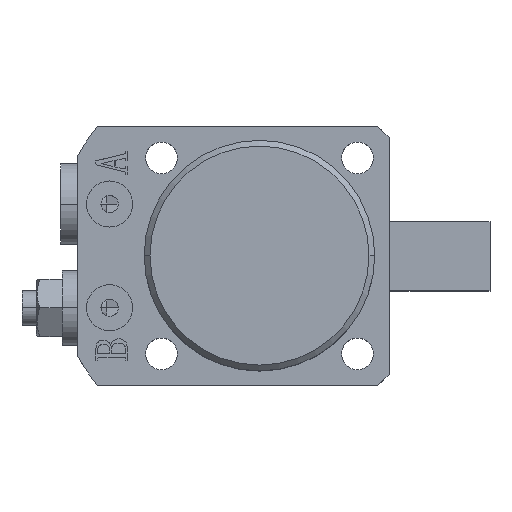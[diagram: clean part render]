
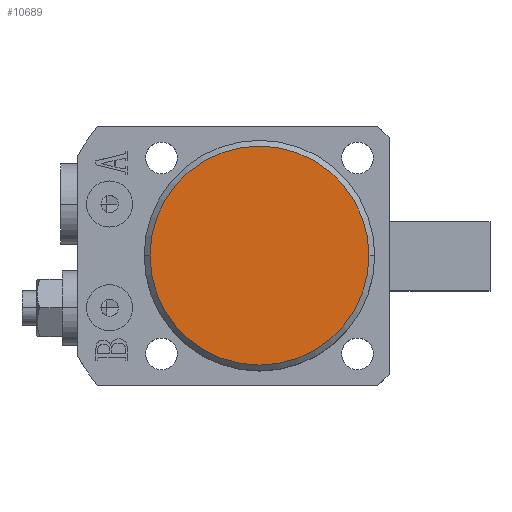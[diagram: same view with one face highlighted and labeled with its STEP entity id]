
A CAD part, top view. The second image highlights one B-rep face of the part: STEP entity #10689.
In plain terms, the highlighted planar face has unit normal (0, 0, 1).
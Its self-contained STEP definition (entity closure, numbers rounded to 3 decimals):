
#423 = AXIS2_PLACEMENT_3D ( 'NONE', #9191, #9321, #9336 ) ;
#478 = AXIS2_PLACEMENT_3D ( 'NONE', #1516, #1514, #1482 ) ;
#854 = AXIS2_PLACEMENT_3D ( 'NONE', #3973, #3978, #3979 ) ;
#1482 = DIRECTION ( 'NONE',  ( 1., 0., 0. ) ) ;
#1514 = DIRECTION ( 'NONE',  ( 0., 0., 1. ) ) ;
#1516 = CARTESIAN_POINT ( 'NONE',  ( 0., 0., 54. ) ) ;
#1617 = ORIENTED_EDGE ( 'NONE', *, *, #2807, .T. ) ;
#1749 = CIRCLE ( 'NONE', #478, 19. ) ;
#2597 = EDGE_CURVE ( 'NONE', #5683, #5685, #4668, .T. ) ;
#2807 = EDGE_CURVE ( 'NONE', #5685, #5683, #1749, .T. ) ;
#3973 = CARTESIAN_POINT ( 'NONE',  ( 0., 0., 54. ) ) ;
#3976 = PLANE ( 'NONE',  #854 ) ;
#3978 = DIRECTION ( 'NONE',  ( 0., 0., 1. ) ) ;
#3979 = DIRECTION ( 'NONE',  ( 1., 0., 0. ) ) ;
#4668 = CIRCLE ( 'NONE', #423, 19. ) ;
#5683 = VERTEX_POINT ( 'NONE', #8684 ) ;
#5685 = VERTEX_POINT ( 'NONE', #8679 ) ;
#5953 = ORIENTED_EDGE ( 'NONE', *, *, #2597, .T. ) ;
#8067 = FACE_OUTER_BOUND ( 'NONE', #9766, .T. ) ;
#8679 = CARTESIAN_POINT ( 'NONE',  ( 19., 0., 54. ) ) ;
#8684 = CARTESIAN_POINT ( 'NONE',  ( -19., 0., 54. ) ) ;
#9191 = CARTESIAN_POINT ( 'NONE',  ( 0., 0., 54. ) ) ;
#9321 = DIRECTION ( 'NONE',  ( 0., 0., 1. ) ) ;
#9336 = DIRECTION ( 'NONE',  ( 1., 0., 0. ) ) ;
#9766 = EDGE_LOOP ( 'NONE', ( #5953, #1617 ) ) ;
#10689 = ADVANCED_FACE ( 'NONE', ( #8067 ), #3976, .T. ) ;
